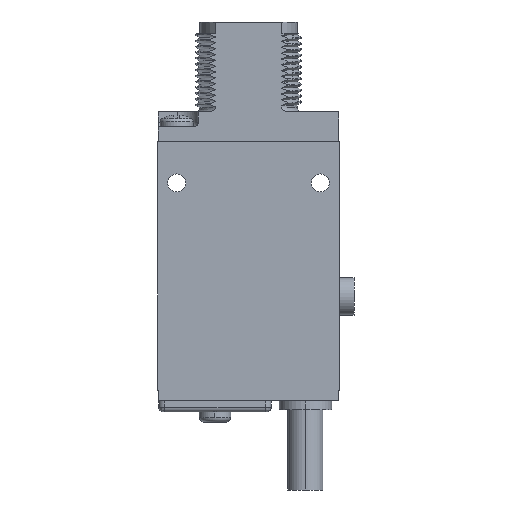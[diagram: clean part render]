
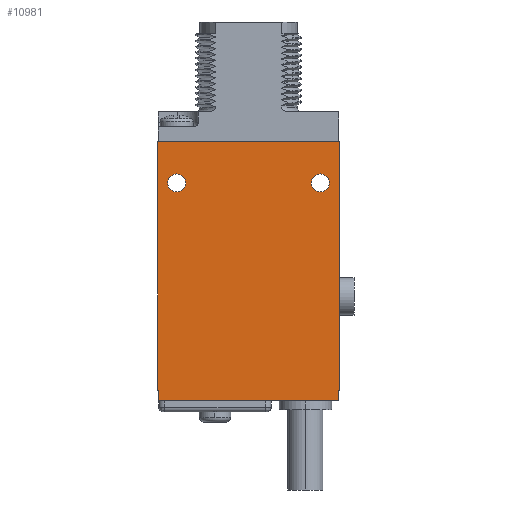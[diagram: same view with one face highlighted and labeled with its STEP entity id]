
A CAD part, left-side view. The second image highlights one B-rep face of the part: STEP entity #10981.
In plain terms, the highlighted planar face has unit normal (-1, 0, 0).
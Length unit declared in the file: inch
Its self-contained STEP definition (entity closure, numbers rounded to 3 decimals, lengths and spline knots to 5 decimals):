
#333=DIRECTION('',(0.,-1.,0.));
#334=VECTOR('',#333,0.003);
#335=CARTESIAN_POINT('',(-0.236,-0.602,0.));
#336=LINE('',#335,#334);
#337=DIRECTION('',(0.,0.,-1.));
#338=VECTOR('',#337,1.66);
#339=CARTESIAN_POINT('',(-0.236,-0.605,0.));
#340=LINE('',#339,#338);
#341=DIRECTION('',(0.,1.,0.));
#342=VECTOR('',#341,0.005);
#343=CARTESIAN_POINT('',(-0.236,-0.605,-1.66));
#344=LINE('',#343,#342);
#345=DIRECTION('',(0.,0.,-1.));
#346=VECTOR('',#345,0.07);
#347=CARTESIAN_POINT('',(-0.236,-0.6,-1.66));
#348=LINE('',#347,#346);
#349=DIRECTION('',(0.,1.,0.));
#350=VECTOR('',#349,0.005);
#351=CARTESIAN_POINT('',(-0.236,0.6,-1.66));
#352=LINE('',#351,#350);
#353=DIRECTION('',(0.,0.,1.));
#354=VECTOR('',#353,1.66);
#355=CARTESIAN_POINT('',(-0.236,0.605,-1.66));
#356=LINE('',#355,#354);
#357=DIRECTION('',(0.,-1.,0.));
#358=VECTOR('',#357,0.003);
#359=CARTESIAN_POINT('',(-0.236,0.605,0.));
#360=LINE('',#359,#358);
#361=DIRECTION('',(0.,1.,0.));
#362=VECTOR('',#361,1.204);
#363=CARTESIAN_POINT('',(-0.236,-0.602,0.));
#364=LINE('',#363,#362);
#365=CARTESIAN_POINT('',(-0.236,0.48,-0.275));
#366=DIRECTION('',(1.,0.,0.));
#367=DIRECTION('',(0.,0.,-1.));
#368=AXIS2_PLACEMENT_3D('',#365,#366,#367);
#370=CARTESIAN_POINT('',(-0.236,0.48,-0.275));
#371=DIRECTION('',(1.,0.,0.));
#372=DIRECTION('',(0.,0.,1.));
#373=AXIS2_PLACEMENT_3D('',#370,#371,#372);
#375=CARTESIAN_POINT('',(-0.236,-0.48,-0.275));
#376=DIRECTION('',(1.,0.,0.));
#377=DIRECTION('',(0.,0.,-1.));
#378=AXIS2_PLACEMENT_3D('',#375,#376,#377);
#380=CARTESIAN_POINT('',(-0.236,-0.48,-0.275));
#381=DIRECTION('',(1.,0.,0.));
#382=DIRECTION('',(0.,0.,1.));
#383=AXIS2_PLACEMENT_3D('',#380,#381,#382);
#2766=DIRECTION('',(0.,0.,-1.));
#2767=VECTOR('',#2766,0.07);
#2768=CARTESIAN_POINT('',(-0.236,0.6,-1.66));
#2769=LINE('',#2768,#2767);
#2782=DIRECTION('',(0.,1.,0.));
#2783=VECTOR('',#2782,1.2);
#2784=CARTESIAN_POINT('',(-0.236,-0.6,-1.73));
#2785=LINE('',#2784,#2783);
#8903=CARTESIAN_POINT('',(-0.236,-0.605,0.));
#8904=CARTESIAN_POINT('',(-0.236,-0.605,-1.66));
#8905=VERTEX_POINT('',#8903);
#8906=VERTEX_POINT('',#8904);
#8907=CARTESIAN_POINT('',(-0.236,0.605,-1.66));
#8908=CARTESIAN_POINT('',(-0.236,0.605,0.));
#8909=VERTEX_POINT('',#8907);
#8910=VERTEX_POINT('',#8908);
#8927=CARTESIAN_POINT('',(-0.236,0.48,-0.335));
#8928=CARTESIAN_POINT('',(-0.236,0.48,-0.215));
#8929=VERTEX_POINT('',#8927);
#8930=VERTEX_POINT('',#8928);
#8931=CARTESIAN_POINT('',(-0.236,-0.48,-0.335));
#8932=CARTESIAN_POINT('',(-0.236,-0.48,-0.215));
#8933=VERTEX_POINT('',#8931);
#8934=VERTEX_POINT('',#8932);
#9158=CARTESIAN_POINT('',(-0.236,-0.6,-1.73));
#9160=VERTEX_POINT('',#9158);
#9161=CARTESIAN_POINT('',(-0.236,0.6,-1.73));
#9162=VERTEX_POINT('',#9161);
#9551=CARTESIAN_POINT('',(-0.236,-0.6,-1.66));
#9553=VERTEX_POINT('',#9551);
#9555=CARTESIAN_POINT('',(-0.236,0.6,-1.66));
#9557=VERTEX_POINT('',#9555);
#10307=CARTESIAN_POINT('',(-0.236,-0.602,0.));
#10308=CARTESIAN_POINT('',(-0.236,0.602,0.));
#10309=VERTEX_POINT('',#10307);
#10310=VERTEX_POINT('',#10308);
#10943=CARTESIAN_POINT('',(-0.236,-0.605,0.));
#10944=DIRECTION('',(1.,0.,0.));
#10945=DIRECTION('',(0.,0.,-1.));
#10946=AXIS2_PLACEMENT_3D('',#10943,#10944,#10945);
#10947=PLANE('',#10946);
#10949=ORIENTED_EDGE('',*,*,#10948,.T.);
#10951=ORIENTED_EDGE('',*,*,#10950,.T.);
#10953=ORIENTED_EDGE('',*,*,#10952,.T.);
#10955=ORIENTED_EDGE('',*,*,#10954,.T.);
#10957=ORIENTED_EDGE('',*,*,#10956,.T.);
#10959=ORIENTED_EDGE('',*,*,#10958,.F.);
#10961=ORIENTED_EDGE('',*,*,#10960,.T.);
#10963=ORIENTED_EDGE('',*,*,#10962,.T.);
#10964=ORIENTED_EDGE('',*,*,#10934,.T.);
#10966=ORIENTED_EDGE('',*,*,#10965,.F.);
#10967=EDGE_LOOP('',(#10949,#10951,#10953,#10955,#10957,#10959,#10961,#10963,
#10964,#10966));
#10968=FACE_OUTER_BOUND('',#10967,.F.);
#10970=ORIENTED_EDGE('',*,*,#10969,.F.);
#10972=ORIENTED_EDGE('',*,*,#10971,.F.);
#10973=EDGE_LOOP('',(#10970,#10972));
#10974=FACE_BOUND('',#10973,.F.);
#10976=ORIENTED_EDGE('',*,*,#10975,.F.);
#10978=ORIENTED_EDGE('',*,*,#10977,.F.);
#10979=EDGE_LOOP('',(#10976,#10978));
#10980=FACE_BOUND('',#10979,.F.);
#10981=ADVANCED_FACE('',(#10968,#10974,#10980),#10947,.F.);
#369=CIRCLE('',#368,0.06);
#374=CIRCLE('',#373,0.06);
#379=CIRCLE('',#378,0.06);
#384=CIRCLE('',#383,0.06);
#10934=EDGE_CURVE('',#8910,#10310,#360,.T.);
#10948=EDGE_CURVE('',#10309,#8905,#336,.T.);
#10950=EDGE_CURVE('',#8905,#8906,#340,.T.);
#10952=EDGE_CURVE('',#8906,#9553,#344,.T.);
#10954=EDGE_CURVE('',#9553,#9160,#348,.T.);
#10956=EDGE_CURVE('',#9160,#9162,#2785,.T.);
#10958=EDGE_CURVE('',#9557,#9162,#2769,.T.);
#10960=EDGE_CURVE('',#9557,#8909,#352,.T.);
#10962=EDGE_CURVE('',#8909,#8910,#356,.T.);
#10965=EDGE_CURVE('',#10309,#10310,#364,.T.);
#10969=EDGE_CURVE('',#8929,#8930,#369,.T.);
#10971=EDGE_CURVE('',#8930,#8929,#374,.T.);
#10975=EDGE_CURVE('',#8933,#8934,#379,.T.);
#10977=EDGE_CURVE('',#8934,#8933,#384,.T.);
